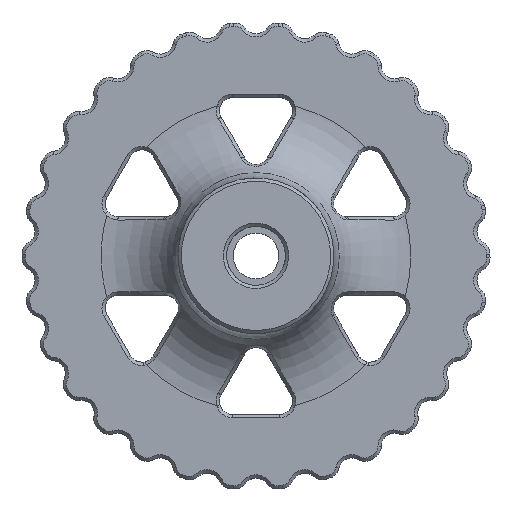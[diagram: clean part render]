
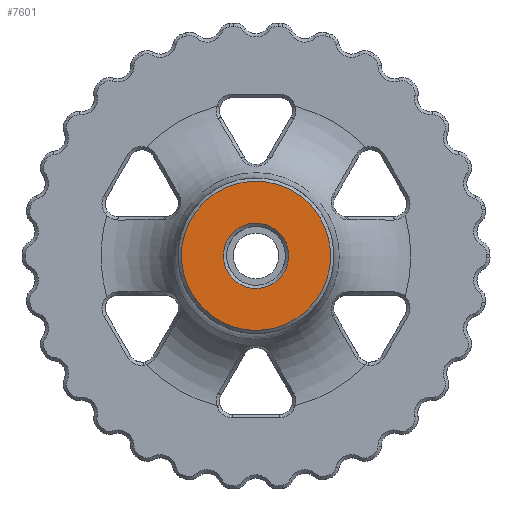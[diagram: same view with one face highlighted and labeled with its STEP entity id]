
A CAD part, top view. The second image highlights one B-rep face of the part: STEP entity #7601.
In plain terms, the highlighted planar face has unit normal (0, 0, 1).
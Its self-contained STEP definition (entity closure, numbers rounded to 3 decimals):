
#326=FACE_BOUND('',#947,.T.);
#336=PLANE('',#8108);
#455=FACE_OUTER_BOUND('',#946,.T.);
#946=EDGE_LOOP('',(#5030));
#947=EDGE_LOOP('',(#5031));
#2716=CIRCLE('',#8106,2.5);
#2718=CIRCLE('',#8109,5.709);
#3139=VERTEX_POINT('',#11288);
#3141=VERTEX_POINT('',#11294);
#3836=EDGE_CURVE('',#3139,#3139,#2716,.T.);
#3839=EDGE_CURVE('',#3141,#3141,#2718,.T.);
#5030=ORIENTED_EDGE('',*,*,#3839,.F.);
#5031=ORIENTED_EDGE('',*,*,#3836,.F.);
#7601=ADVANCED_FACE('',(#455,#326),#336,.T.);
#8106=AXIS2_PLACEMENT_3D('',#11289,#8957,#8958);
#8108=AXIS2_PLACEMENT_3D('',#11293,#8962,#8963);
#8109=AXIS2_PLACEMENT_3D('',#11295,#8964,#8965);
#8957=DIRECTION('center_axis',(0.,0.,
1.));
#8958=DIRECTION('ref_axis',(-0.918,-0.396,0.));
#8962=DIRECTION('center_axis',(0.,0.,
1.));
#8963=DIRECTION('ref_axis',(-0.918,-0.396,0.));
#8964=DIRECTION('center_axis',(0.,0.,
-1.));
#8965=DIRECTION('ref_axis',(-0.918,-0.396,0.));
#11288=CARTESIAN_POINT('',(2.3,-85.861,184.8));
#11289=CARTESIAN_POINT('Origin',(0.004,-86.85,
184.8));
#11293=CARTESIAN_POINT('Origin',(0.004,-86.85,
184.8));
#11294=CARTESIAN_POINT('',(5.247,-84.591,184.8));
#11295=CARTESIAN_POINT('Origin',(0.004,-86.85,
184.8));
